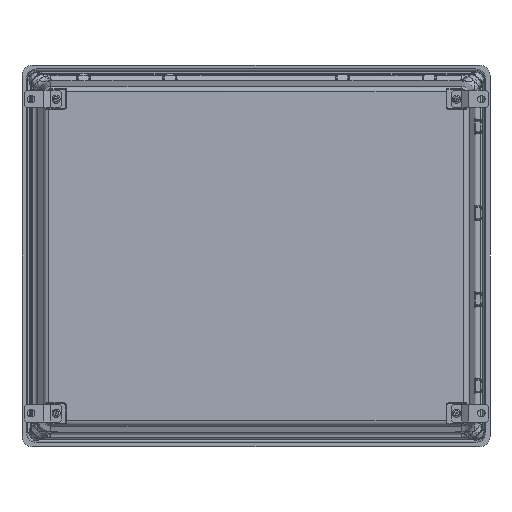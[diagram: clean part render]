
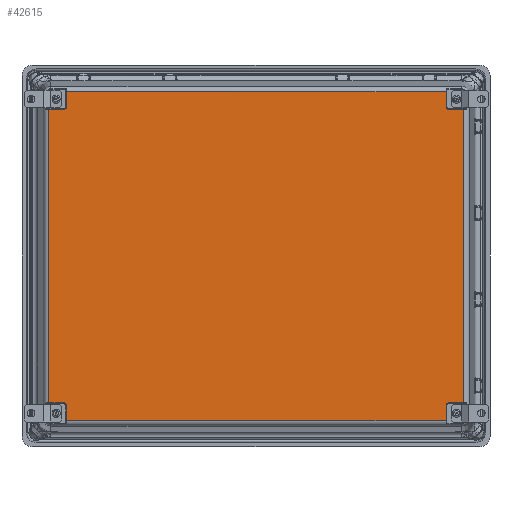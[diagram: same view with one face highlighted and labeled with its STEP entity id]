
A CAD part, front view. The second image highlights one B-rep face of the part: STEP entity #42615.
In plain terms, the highlighted planar face has unit normal (0, -1, 0).
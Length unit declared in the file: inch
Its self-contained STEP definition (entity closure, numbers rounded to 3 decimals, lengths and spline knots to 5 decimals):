
#183 = VERTEX_POINT ( 'NONE', #5455 ) ;
#376 = EDGE_CURVE ( 'NONE', #10871, #2026, #689, .T. ) ;
#689 = LINE ( 'NONE', #19038, #43885 ) ;
#709 = EDGE_CURVE ( 'NONE', #17544, #10871, #46725, .T. ) ;
#725 = EDGE_CURVE ( 'NONE', #8812, #38890, #7584, .T. ) ;
#1184 = DIRECTION ( 'NONE',  ( 1., 0., 0. ) ) ;
#1719 = DIRECTION ( 'NONE',  ( -1., 0., 0. ) ) ;
#2026 = VERTEX_POINT ( 'NONE', #16839 ) ;
#2377 = DIRECTION ( 'NONE',  ( 0., 0., 1. ) ) ;
#2762 = CARTESIAN_POINT ( 'NONE',  ( -8.79803, -8.12936, -6.93474 ) ) ;
#4639 = CARTESIAN_POINT ( 'NONE',  ( -9.52487, -8.12936, -7.52005 ) ) ;
#5354 = DIRECTION ( 'NONE',  ( -1., 0., 0. ) ) ;
#5455 = CARTESIAN_POINT ( 'NONE',  ( -9.62485, -8.12936, -6.79522 ) ) ;
#5526 = CARTESIAN_POINT ( 'NONE',  ( 9.62475, -8.12936, -6.79522 ) ) ;
#5743 = EDGE_LOOP ( 'NONE', ( #7713, #11463, #39521, #12241, #37756, #26367, #29958, #9719, #42188, #8421, #26722, #7423, #10889, #45118, #38599, #21770 ) ) ;
#5767 = CARTESIAN_POINT ( 'NONE',  ( -9.52487, -8.12936, -7.62004 ) ) ;
#6499 = CARTESIAN_POINT ( 'NONE',  ( -8.79803, -8.12936, 6.93465 ) ) ;
#7047 = DIRECTION ( 'NONE',  ( 0., 0., 1. ) ) ;
#7423 = ORIENTED_EDGE ( 'NONE', *, *, #20627, .T. ) ;
#7548 = CARTESIAN_POINT ( 'NONE',  ( -9.62485, -8.12936, -7.52005 ) ) ;
#7584 = CIRCLE ( 'NONE', #32667, 0.13951 ) ;
#7713 = ORIENTED_EDGE ( 'NONE', *, *, #23424, .T. ) ;
#8421 = ORIENTED_EDGE ( 'NONE', *, *, #35959, .T. ) ;
#8812 = VERTEX_POINT ( 'NONE', #29762 ) ;
#8930 = VECTOR ( 'NONE', #10896, 39.37008 ) ;
#9416 = LINE ( 'NONE', #32828, #37632 ) ;
#9671 = DIRECTION ( 'NONE',  ( 0., 0., 1. ) ) ;
#9719 = ORIENTED_EDGE ( 'NONE', *, *, #709, .T. ) ;
#9788 = CARTESIAN_POINT ( 'NONE',  ( -9.62485, -8.12936, 6.79514 ) ) ;
#10246 = CARTESIAN_POINT ( 'NONE',  ( 8.79793, -8.12936, -7.62004 ) ) ;
#10261 = CIRCLE ( 'NONE', #44838, 0.13951 ) ;
#10310 = LINE ( 'NONE', #26619, #29871 ) ;
#10871 = VERTEX_POINT ( 'NONE', #29661 ) ;
#10889 = ORIENTED_EDGE ( 'NONE', *, *, #23131, .T. ) ;
#10896 = DIRECTION ( 'NONE',  ( 0., 0., -1. ) ) ;
#11463 = ORIENTED_EDGE ( 'NONE', *, *, #13033, .T. ) ;
#11704 = EDGE_CURVE ( 'NONE', #23010, #40638, #18721, .T. ) ;
#11729 = VERTEX_POINT ( 'NONE', #14922 ) ;
#12029 = PLANE ( 'NONE',  #28690 ) ;
#12211 = VERTEX_POINT ( 'NONE', #5526 ) ;
#12241 = ORIENTED_EDGE ( 'NONE', *, *, #36927, .T. ) ;
#12372 = CARTESIAN_POINT ( 'NONE',  ( 8.93744, -8.12936, -6.79522 ) ) ;
#13020 = EDGE_CURVE ( 'NONE', #17945, #17544, #34200, .T. ) ;
#13033 = EDGE_CURVE ( 'NONE', #35507, #8812, #43954, .T. ) ;
#13403 = DIRECTION ( 'NONE',  ( 0., 1., 0. ) ) ;
#14922 = CARTESIAN_POINT ( 'NONE',  ( -8.93755, -8.12936, 6.79514 ) ) ;
#16376 = DIRECTION ( 'NONE',  ( 0., 0., -1. ) ) ;
#16839 = CARTESIAN_POINT ( 'NONE',  ( -8.79803, -8.12936, 7.61996 ) ) ;
#16947 = CARTESIAN_POINT ( 'NONE',  ( -8.93755, -8.12936, -6.79522 ) ) ;
#17544 = VERTEX_POINT ( 'NONE', #36613 ) ;
#17945 = VERTEX_POINT ( 'NONE', #43614 ) ;
#17947 = CARTESIAN_POINT ( 'NONE',  ( -8.93755, -8.12936, -6.93474 ) ) ;
#18293 = CARTESIAN_POINT ( 'NONE',  ( 9.62475, -8.12936, 6.79514 ) ) ;
#18547 = VECTOR ( 'NONE', #2377, 39.37008 ) ;
#18721 = LINE ( 'NONE', #21714, #8930 ) ;
#19038 = CARTESIAN_POINT ( 'NONE',  ( -9.52487, -8.12936, 7.61996 ) ) ;
#19053 = CARTESIAN_POINT ( 'NONE',  ( 8.93744, -8.12936, -6.93474 ) ) ;
#19447 = VECTOR ( 'NONE', #27811, 39.37008 ) ;
#19550 = CARTESIAN_POINT ( 'NONE',  ( -8.93755, -8.12936, -6.79522 ) ) ;
#20627 = EDGE_CURVE ( 'NONE', #11729, #45042, #36041, .T. ) ;
#21637 = DIRECTION ( 'NONE',  ( 0., 1., 0. ) ) ;
#21654 = DIRECTION ( 'NONE',  ( 0., 0., -1. ) ) ;
#21714 = CARTESIAN_POINT ( 'NONE',  ( -8.79803, -8.12936, -7.62004 ) ) ;
#21770 = ORIENTED_EDGE ( 'NONE', *, *, #11704, .T. ) ;
#22111 = CARTESIAN_POINT ( 'NONE',  ( -8.79803, -8.12936, -7.62004 ) ) ;
#22743 = DIRECTION ( 'NONE',  ( 0., 0., -1. ) ) ;
#23010 = VERTEX_POINT ( 'NONE', #2762 ) ;
#23131 = EDGE_CURVE ( 'NONE', #45042, #183, #43414, .T. ) ;
#23424 = EDGE_CURVE ( 'NONE', #40638, #35507, #36509, .T. ) ;
#23805 = VECTOR ( 'NONE', #37017, 39.37008 ) ;
#25540 = VECTOR ( 'NONE', #27826, 39.37008 ) ;
#25554 = VECTOR ( 'NONE', #9671, 39.37008 ) ;
#25668 = EDGE_CURVE ( 'NONE', #183, #47191, #41504, .T. ) ;
#26215 = VECTOR ( 'NONE', #35567, 39.37008 ) ;
#26367 = ORIENTED_EDGE ( 'NONE', *, *, #27757, .T. ) ;
#26619 = CARTESIAN_POINT ( 'NONE',  ( -8.79803, -8.12936, 6.93465 ) ) ;
#26722 = ORIENTED_EDGE ( 'NONE', *, *, #28631, .T. ) ;
#27757 = EDGE_CURVE ( 'NONE', #29416, #17945, #33902, .T. ) ;
#27811 = DIRECTION ( 'NONE',  ( 1., 0., 0. ) ) ;
#27826 = DIRECTION ( 'NONE',  ( 1., 0., 0. ) ) ;
#28225 = EDGE_CURVE ( 'NONE', #47191, #23010, #10261, .T. ) ;
#28631 = EDGE_CURVE ( 'NONE', #45382, #11729, #37865, .T. ) ;
#28690 = AXIS2_PLACEMENT_3D ( 'NONE', #4639, #38426, #16376 ) ;
#29247 = LINE ( 'NONE', #35226, #19447 ) ;
#29416 = VERTEX_POINT ( 'NONE', #18293 ) ;
#29661 = CARTESIAN_POINT ( 'NONE',  ( 8.79793, -8.12936, 7.61996 ) ) ;
#29762 = CARTESIAN_POINT ( 'NONE',  ( 8.79793, -8.12936, -6.93474 ) ) ;
#29871 = VECTOR ( 'NONE', #37400, 39.37008 ) ;
#29958 = ORIENTED_EDGE ( 'NONE', *, *, #13020, .T. ) ;
#30168 = CARTESIAN_POINT ( 'NONE',  ( -9.62485, -8.12936, 6.79514 ) ) ;
#31755 = CARTESIAN_POINT ( 'NONE',  ( 8.79793, -8.12936, -6.93474 ) ) ;
#31885 = FACE_OUTER_BOUND ( 'NONE', #5743, .T. ) ;
#32667 = AXIS2_PLACEMENT_3D ( 'NONE', #19053, #44778, #22743 ) ;
#32764 = VECTOR ( 'NONE', #1719, 39.37008 ) ;
#32828 = CARTESIAN_POINT ( 'NONE',  ( 9.62475, -8.12936, -7.52005 ) ) ;
#33902 = LINE ( 'NONE', #42105, #32764 ) ;
#34200 = CIRCLE ( 'NONE', #37392, 0.13951 ) ;
#35226 = CARTESIAN_POINT ( 'NONE',  ( 9.62475, -8.12936, -6.79522 ) ) ;
#35455 = CARTESIAN_POINT ( 'NONE',  ( 8.93744, -8.12936, 6.93465 ) ) ;
#35507 = VERTEX_POINT ( 'NONE', #10246 ) ;
#35567 = DIRECTION ( 'NONE',  ( -1., 0., 0. ) ) ;
#35959 = EDGE_CURVE ( 'NONE', #2026, #45382, #10310, .T. ) ;
#36041 = LINE ( 'NONE', #9788, #26215 ) ;
#36509 = LINE ( 'NONE', #5767, #25540 ) ;
#36613 = CARTESIAN_POINT ( 'NONE',  ( 8.79793, -8.12936, 6.93465 ) ) ;
#36927 = EDGE_CURVE ( 'NONE', #38890, #12211, #29247, .T. ) ;
#37017 = DIRECTION ( 'NONE',  ( 0., 0., -1. ) ) ;
#37392 = AXIS2_PLACEMENT_3D ( 'NONE', #35455, #13403, #39131 ) ;
#37400 = DIRECTION ( 'NONE',  ( 0., 0., -1. ) ) ;
#37632 = VECTOR ( 'NONE', #7047, 39.37008 ) ;
#37756 = ORIENTED_EDGE ( 'NONE', *, *, #42462, .T. ) ;
#37865 = CIRCLE ( 'NONE', #43029, 0.13951 ) ;
#38426 = DIRECTION ( 'NONE',  ( 0., -1., 0. ) ) ;
#38599 = ORIENTED_EDGE ( 'NONE', *, *, #28225, .T. ) ;
#38890 = VERTEX_POINT ( 'NONE', #12372 ) ;
#39131 = DIRECTION ( 'NONE',  ( 0., 0., -1. ) ) ;
#39521 = ORIENTED_EDGE ( 'NONE', *, *, #725, .T. ) ;
#40638 = VERTEX_POINT ( 'NONE', #22111 ) ;
#41504 = LINE ( 'NONE', #19550, #42670 ) ;
#42105 = CARTESIAN_POINT ( 'NONE',  ( 8.93744, -8.12936, 6.79514 ) ) ;
#42188 = ORIENTED_EDGE ( 'NONE', *, *, #376, .T. ) ;
#42462 = EDGE_CURVE ( 'NONE', #12211, #29416, #9416, .T. ) ;
#42615 = ADVANCED_FACE ( 'NONE', ( #31885 ), #12029, .T. ) ;
#42670 = VECTOR ( 'NONE', #1184, 39.37008 ) ;
#43029 = AXIS2_PLACEMENT_3D ( 'NONE', #43639, #21637, #47316 ) ;
#43083 = CARTESIAN_POINT ( 'NONE',  ( 8.79793, -8.12936, 7.61996 ) ) ;
#43414 = LINE ( 'NONE', #7548, #23805 ) ;
#43614 = CARTESIAN_POINT ( 'NONE',  ( 8.93744, -8.12936, 6.79514 ) ) ;
#43639 = CARTESIAN_POINT ( 'NONE',  ( -8.93755, -8.12936, 6.93465 ) ) ;
#43660 = DIRECTION ( 'NONE',  ( 0., 1., 0. ) ) ;
#43885 = VECTOR ( 'NONE', #5354, 39.37008 ) ;
#43954 = LINE ( 'NONE', #31755, #25554 ) ;
#44778 = DIRECTION ( 'NONE',  ( 0., 1., 0. ) ) ;
#44838 = AXIS2_PLACEMENT_3D ( 'NONE', #17947, #43660, #21654 ) ;
#45042 = VERTEX_POINT ( 'NONE', #30168 ) ;
#45118 = ORIENTED_EDGE ( 'NONE', *, *, #25668, .T. ) ;
#45382 = VERTEX_POINT ( 'NONE', #6499 ) ;
#46725 = LINE ( 'NONE', #43083, #18547 ) ;
#47191 = VERTEX_POINT ( 'NONE', #16947 ) ;
#47316 = DIRECTION ( 'NONE',  ( 0., 0., -1. ) ) ;
